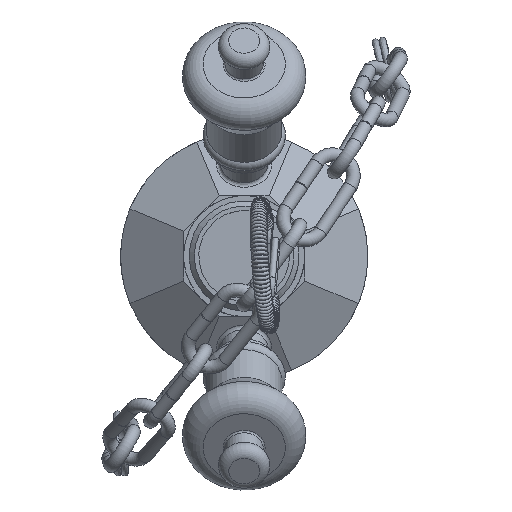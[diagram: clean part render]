
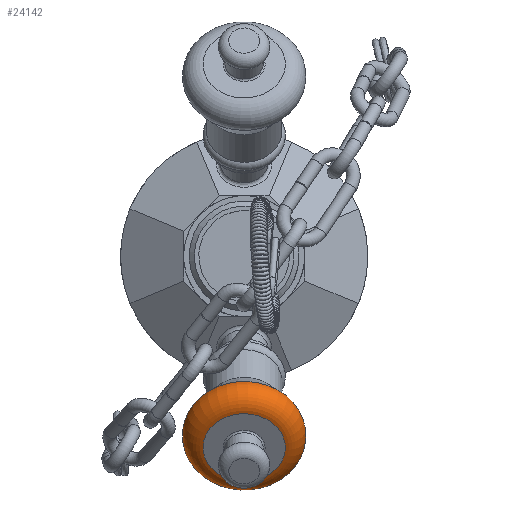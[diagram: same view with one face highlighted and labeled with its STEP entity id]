
A CAD part, top view. The second image highlights one B-rep face of the part: STEP entity #24142.
In plain terms, the highlighted toroidal (fillet/blend) face has major radius 6 mm and minor radius 3 mm.
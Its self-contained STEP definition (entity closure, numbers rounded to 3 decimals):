
#24108=CARTESIAN_POINT('',(5.495,-29.879,40.321));
#24109=VERTEX_POINT('',#24108);
#24110=CARTESIAN_POINT('',(0.,-27.905,41.703));
#24111=DIRECTION('',(0.,0.574,-0.819));
#24112=DIRECTION('',(0.916,-0.329,-0.23));
#24113=AXIS2_PLACEMENT_3D('',#24110,#24111,#24112);
#24114=CIRCLE('',#24113,6.);
#24115=EDGE_CURVE('',#24109,#24109,#24114,.T.);
#24123=CARTESIAN_POINT('',(0.,-26.184,39.246));
#24124=DIRECTION('',(0.,0.574,-0.819));
#24125=DIRECTION('',(0.402,0.75,0.525));
#24126=AXIS2_PLACEMENT_3D('',#24123,#24124,#24125);
#24127=TOROIDAL_SURFACE('',#24126,6.0,3.);
#24128=CARTESIAN_POINT('',(7.888,-28.174,36.055));
#24129=VERTEX_POINT('',#24128);
#24130=CARTESIAN_POINT('',(0.,-25.34,38.04));
#24131=DIRECTION('',(0.,0.574,-0.819));
#24132=DIRECTION('',(0.916,-0.329,-0.23));
#24133=AXIS2_PLACEMENT_3D('',#24130,#24131,#24132);
#24134=CIRCLE('',#24133,8.614);
#24135=EDGE_CURVE('',#24129,#24129,#24134,.T.);
#24136=ORIENTED_EDGE('',*,*,#24135,.F.);
#24137=EDGE_LOOP('',(#24136));
#24138=FACE_OUTER_BOUND('',#24137,.T.);
#24139=ORIENTED_EDGE('',*,*,#24115,.T.);
#24140=EDGE_LOOP('',(#24139));
#24141=FACE_BOUND('',#24140,.T.);
#24142=ADVANCED_FACE('',(#24138,#24141),#24127,.T.);
